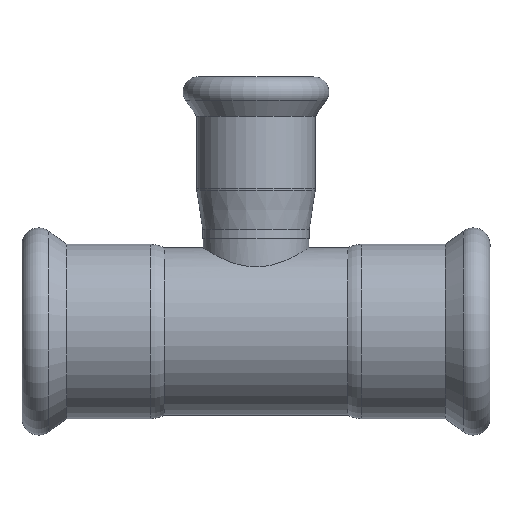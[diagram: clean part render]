
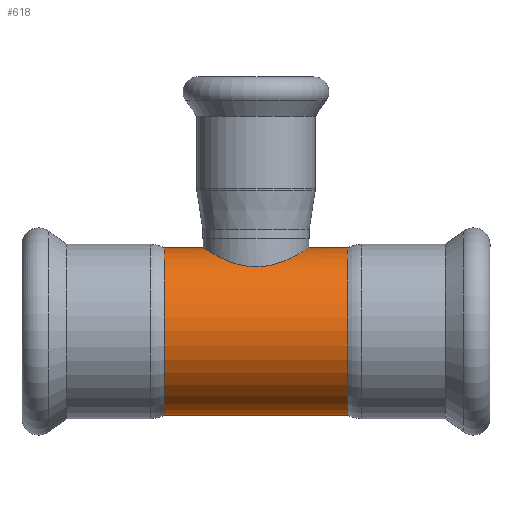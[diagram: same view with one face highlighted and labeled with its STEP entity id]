
A CAD part, front view. The second image highlights one B-rep face of the part: STEP entity #618.
In plain terms, the highlighted cylindrical face has radius 15 mm (diameter 30 mm), a full revolution.
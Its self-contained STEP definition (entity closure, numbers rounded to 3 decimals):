
#106=FACE_BOUND($,#206,.T.);
#107=FACE_BOUND($,#207,.T.);
#108=FACE_BOUND($,#208,.T.);
#155=B_SPLINE_CURVE_WITH_KNOTS($,3,(#1050,#1051,#1052,#1053,#1054,#1055,
#1056,#1057,#1058,#1059,#1060,#1061,#1062,#1063,#1064,#1065,#1066,#1067,
#1068,#1069,#1070,#1071,#1072,#1073,#1074,#1075,#1076,#1077,#1078,#1079,
#1080,#1081,#1082,#1083,#1084,#1085,#1086,#1087,#1088,#1089,#1090,#1091),
 .UNSPECIFIED.,.T.,.F.,(4,2,2,2,2,2,2,2,2,2,2,2,2,2,2,2,2,2,2,2,4),(0.,
0.186,0.372,0.745,1.114,
1.483,1.853,2.222,2.594,2.781,
2.967,3.153,3.339,3.712,4.081,
4.45,4.819,5.189,5.561,5.747,
5.934),.UNSPECIFIED.);
#206=EDGE_LOOP($,(#472));
#207=EDGE_LOOP($,(#473));
#208=EDGE_LOOP($,(#474));
#300=CIRCLE($,#678,15.);
#301=CIRCLE($,#679,15.);
#349=VERTEX_POINT($,#1049);
#350=VERTEX_POINT($,#1092);
#351=VERTEX_POINT($,#1094);
#406=EDGE_CURVE($,#349,#349,#155,.T.);
#407=EDGE_CURVE($,#350,#350,#300,.T.);
#408=EDGE_CURVE($,#351,#351,#301,.T.);
#472=ORIENTED_EDGE($,*,*,#406,.T.);
#473=ORIENTED_EDGE($,*,*,#407,.F.);
#474=ORIENTED_EDGE($,*,*,#408,.T.);
#603=CYLINDRICAL_SURFACE($,#677,15.);
#618=ADVANCED_FACE($,(#106,#107,#108),#603,.T.);
#677=AXIS2_PLACEMENT_3D($,#1048,#787,#788);
#678=AXIS2_PLACEMENT_3D($,#1093,#789,#790);
#679=AXIS2_PLACEMENT_3D($,#1095,#791,#792);
#787=DIRECTION('center_axis',(1.,0.,0.));
#788=DIRECTION('ref_axis',(0.,1.,0.));
#789=DIRECTION('center_axis',(1.,0.,0.));
#790=DIRECTION('ref_axis',(0.,1.,0.));
#791=DIRECTION('center_axis',(1.,0.,0.));
#792=DIRECTION('ref_axis',(0.,1.,0.));
#1048=CARTESIAN_POINT('Origin',(0.,0.,0.));
#1049=CARTESIAN_POINT('',(0.,9.5,11.608));
#1050=CARTESIAN_POINT('Ctrl Pts',(0.,9.5,11.608));
#1051=CARTESIAN_POINT('Ctrl Pts',(0.621,9.5,11.608));
#1052=CARTESIAN_POINT('Ctrl Pts',(1.253,9.438,11.66));
#1053=CARTESIAN_POINT('Ctrl Pts',(2.496,9.188,11.858));
#1054=CARTESIAN_POINT('Ctrl Pts',(3.106,9.,12.004));
#1055=CARTESIAN_POINT('Ctrl Pts',(4.847,8.267,12.531));
#1056=CARTESIAN_POINT('Ctrl Pts',(5.89,7.545,12.997));
#1057=CARTESIAN_POINT('Ctrl Pts',(7.538,5.897,13.823));
#1058=CARTESIAN_POINT('Ctrl Pts',(8.265,4.852,14.244));
#1059=CARTESIAN_POINT('Ctrl Pts',(9.247,2.52,14.836));
#1060=CARTESIAN_POINT('Ctrl Pts',(9.5,1.231,15.));
#1061=CARTESIAN_POINT('Ctrl Pts',(9.5,-1.231,15.));
#1062=CARTESIAN_POINT('Ctrl Pts',(9.247,-2.52,14.836));
#1063=CARTESIAN_POINT('Ctrl Pts',(8.265,-4.852,14.244));
#1064=CARTESIAN_POINT('Ctrl Pts',(7.538,-5.897,13.823));
#1065=CARTESIAN_POINT('Ctrl Pts',(5.89,-7.545,12.997));
#1066=CARTESIAN_POINT('Ctrl Pts',(4.847,-8.267,12.531));
#1067=CARTESIAN_POINT('Ctrl Pts',(3.106,-9.,12.004));
#1068=CARTESIAN_POINT('Ctrl Pts',(2.496,-9.188,11.858));
#1069=CARTESIAN_POINT('Ctrl Pts',(1.253,-9.438,11.66));
#1070=CARTESIAN_POINT('Ctrl Pts',(0.621,-9.5,11.608));
#1071=CARTESIAN_POINT('Ctrl Pts',(-0.621,-9.5,11.608));
#1072=CARTESIAN_POINT('Ctrl Pts',(-1.253,-9.438,11.66));
#1073=CARTESIAN_POINT('Ctrl Pts',(-2.496,-9.188,11.858));
#1074=CARTESIAN_POINT('Ctrl Pts',(-3.106,-9.,12.004));
#1075=CARTESIAN_POINT('Ctrl Pts',(-4.847,-8.267,12.531));
#1076=CARTESIAN_POINT('Ctrl Pts',(-5.89,-7.545,12.997));
#1077=CARTESIAN_POINT('Ctrl Pts',(-7.538,-5.897,13.823));
#1078=CARTESIAN_POINT('Ctrl Pts',(-8.265,-4.852,14.244));
#1079=CARTESIAN_POINT('Ctrl Pts',(-9.247,-2.52,14.836));
#1080=CARTESIAN_POINT('Ctrl Pts',(-9.5,-1.231,15.));
#1081=CARTESIAN_POINT('Ctrl Pts',(-9.5,1.231,15.));
#1082=CARTESIAN_POINT('Ctrl Pts',(-9.247,2.52,14.836));
#1083=CARTESIAN_POINT('Ctrl Pts',(-8.265,4.852,14.244));
#1084=CARTESIAN_POINT('Ctrl Pts',(-7.538,5.897,13.823));
#1085=CARTESIAN_POINT('Ctrl Pts',(-5.89,7.545,12.997));
#1086=CARTESIAN_POINT('Ctrl Pts',(-4.847,8.267,12.531));
#1087=CARTESIAN_POINT('Ctrl Pts',(-3.106,9.,12.004));
#1088=CARTESIAN_POINT('Ctrl Pts',(-2.496,9.188,11.858));
#1089=CARTESIAN_POINT('Ctrl Pts',(-1.253,9.438,11.66));
#1090=CARTESIAN_POINT('Ctrl Pts',(-0.621,9.5,11.608));
#1091=CARTESIAN_POINT('Ctrl Pts',(0.,9.5,11.608));
#1092=CARTESIAN_POINT('',(19.,15.,0.));
#1093=CARTESIAN_POINT('Origin',(19.,0.,0.));
#1094=CARTESIAN_POINT('',(-19.,15.,0.));
#1095=CARTESIAN_POINT('Origin',(-19.,0.,0.));
